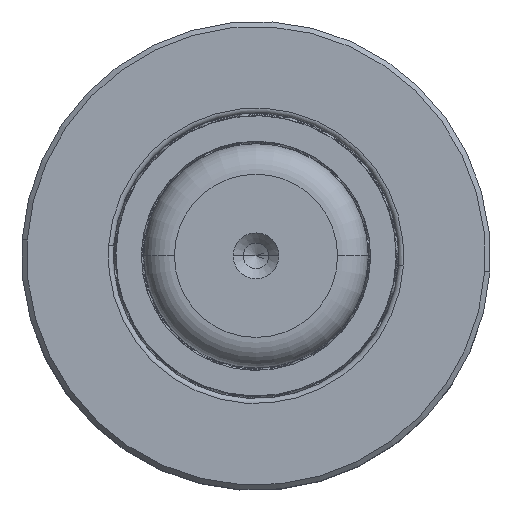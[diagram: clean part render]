
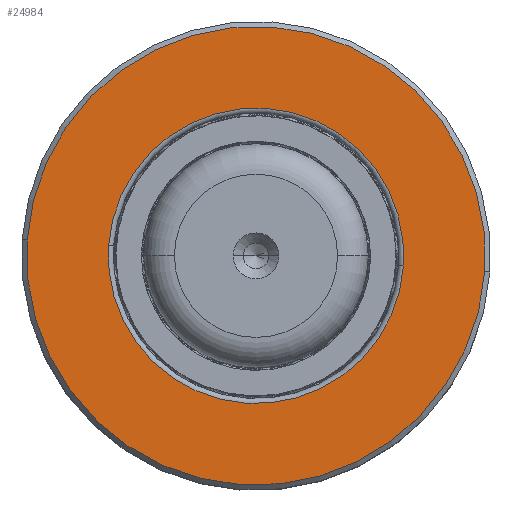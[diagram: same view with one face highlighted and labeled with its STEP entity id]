
A CAD part, top view. The second image highlights one B-rep face of the part: STEP entity #24984.
In plain terms, the highlighted face is planar.
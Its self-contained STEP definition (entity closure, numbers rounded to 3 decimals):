
#660 = DIRECTION ( 'NONE',  ( 0., -1., 0. ) ) ;
#851 = CARTESIAN_POINT ( 'NONE',  ( 0., 10.687, 0. ) ) ;
#1991 = VERTEX_POINT ( 'NONE', #16081 ) ;
#2924 = DIRECTION ( 'NONE',  ( 0., -1., 0. ) ) ;
#5773 = DIRECTION ( 'NONE',  ( 0., 0., 1. ) ) ;
#5988 = EDGE_CURVE ( 'NONE', #28579, #33956, #11805, .T. ) ;
#7493 = ORIENTED_EDGE ( 'NONE', *, *, #32595, .F. ) ;
#7772 = AXIS2_PLACEMENT_3D ( 'NONE', #19723, #30957, #5773 ) ;
#8600 = ORIENTED_EDGE ( 'NONE', *, *, #35255, .F. ) ;
#9769 = AXIS2_PLACEMENT_3D ( 'NONE', #27804, #25214, #11466 ) ;
#10095 = DIRECTION ( 'NONE',  ( 0., -1., 0. ) ) ;
#10452 = CARTESIAN_POINT ( 'NONE',  ( 0., 10.687, 0. ) ) ;
#11301 = FACE_OUTER_BOUND ( 'NONE', #16161, .T. ) ;
#11384 = AXIS2_PLACEMENT_3D ( 'NONE', #10452, #10095, #32496 ) ;
#11466 = DIRECTION ( 'NONE',  ( 0., 0., -1. ) ) ;
#11805 = CIRCLE ( 'NONE', #32325, 14.5 ) ;
#12080 = DIRECTION ( 'NONE',  ( 0., 0., -1. ) ) ;
#12107 = CIRCLE ( 'NONE', #9769, 22.5 ) ;
#13216 = CIRCLE ( 'NONE', #34317, 22.5 ) ;
#16081 = CARTESIAN_POINT ( 'NONE',  ( 0., 10.687, 22.5 ) ) ;
#16161 = EDGE_LOOP ( 'NONE', ( #8600, #7493 ) ) ;
#16426 = EDGE_LOOP ( 'NONE', ( #27435, #17329 ) ) ;
#16883 = CARTESIAN_POINT ( 'NONE',  ( 0., 10.687, 0. ) ) ;
#17208 = CIRCLE ( 'NONE', #11384, 14.5 ) ;
#17329 = ORIENTED_EDGE ( 'NONE', *, *, #26988, .T. ) ;
#19151 = CARTESIAN_POINT ( 'NONE',  ( 0., 10.687, -22.5 ) ) ;
#19478 = CARTESIAN_POINT ( 'NONE',  ( 0., 10.687, -14.5 ) ) ;
#19723 = CARTESIAN_POINT ( 'NONE',  ( 22.5, 10.687, 0. ) ) ;
#22463 = PLANE ( 'NONE',  #7772 ) ;
#24984 = ADVANCED_FACE ( 'NONE', ( #25232, #11301 ), #22463, .T. ) ;
#25214 = DIRECTION ( 'NONE',  ( 0., -1., 0. ) ) ;
#25232 = FACE_BOUND ( 'NONE', #16426, .T. ) ;
#26988 = EDGE_CURVE ( 'NONE', #33956, #28579, #17208, .T. ) ;
#27435 = ORIENTED_EDGE ( 'NONE', *, *, #5988, .T. ) ;
#27804 = CARTESIAN_POINT ( 'NONE',  ( 0., 10.687, 0. ) ) ;
#28579 = VERTEX_POINT ( 'NONE', #19478 ) ;
#30957 = DIRECTION ( 'NONE',  ( 0., 1., 0. ) ) ;
#32325 = AXIS2_PLACEMENT_3D ( 'NONE', #16883, #2924, #33954 ) ;
#32496 = DIRECTION ( 'NONE',  ( 0., 0., -1. ) ) ;
#32573 = CARTESIAN_POINT ( 'NONE',  ( 0., 10.687, 14.5 ) ) ;
#32595 = EDGE_CURVE ( 'NONE', #1991, #34053, #13216, .T. ) ;
#33954 = DIRECTION ( 'NONE',  ( 0., 0., -1. ) ) ;
#33956 = VERTEX_POINT ( 'NONE', #32573 ) ;
#34053 = VERTEX_POINT ( 'NONE', #19151 ) ;
#34317 = AXIS2_PLACEMENT_3D ( 'NONE', #851, #660, #12080 ) ;
#35255 = EDGE_CURVE ( 'NONE', #34053, #1991, #12107, .T. ) ;
